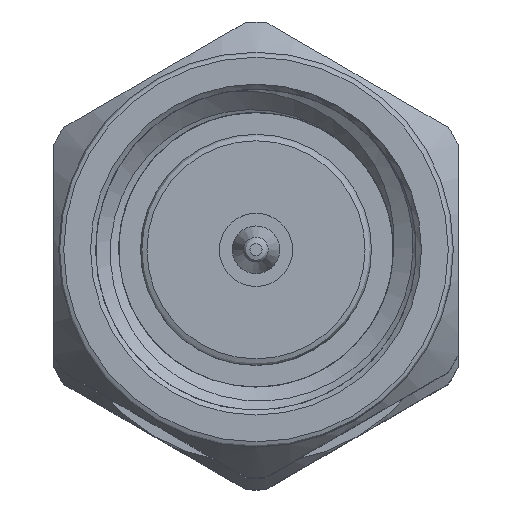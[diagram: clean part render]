
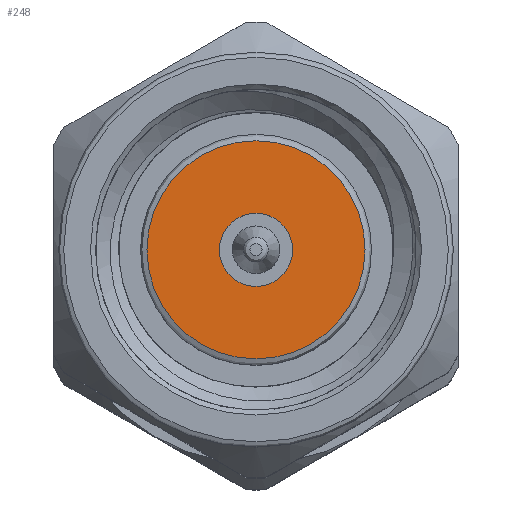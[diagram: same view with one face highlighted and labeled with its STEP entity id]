
A CAD part, top view. The second image highlights one B-rep face of the part: STEP entity #248.
In plain terms, the highlighted face is planar.
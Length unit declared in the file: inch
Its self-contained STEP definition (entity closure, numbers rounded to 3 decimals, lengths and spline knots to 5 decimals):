
#62 = CARTESIAN_POINT ( 'NONE',  ( 0.11, 0.125, 0. ) ) ;
#94 = DIRECTION ( 'NONE',  ( 0., 0., -1. ) ) ;
#146 = AXIS2_PLACEMENT_3D ( 'NONE', #2757, #153, #2078 ) ;
#153 = DIRECTION ( 'NONE',  ( -1., 0., 0. ) ) ;
#248 = ADVANCED_FACE ( 'NONE', ( #697, #2387 ), #2596, .F. ) ;
#469 = DIRECTION ( 'NONE',  ( 1., 0., 0. ) ) ;
#697 = FACE_BOUND ( 'NONE', #1579, .T. ) ;
#833 = EDGE_CURVE ( 'NONE', #1648, #1648, #2293, .T. ) ;
#909 = EDGE_LOOP ( 'NONE', ( #2734 ) ) ;
#986 = ORIENTED_EDGE ( 'NONE', *, *, #833, .F. ) ;
#1129 = AXIS2_PLACEMENT_3D ( 'NONE', #62, #469, #1984 ) ;
#1337 = CIRCLE ( 'NONE', #146, 0.085 ) ;
#1579 = EDGE_LOOP ( 'NONE', ( #986 ) ) ;
#1648 = VERTEX_POINT ( 'NONE', #2386 ) ;
#1654 = AXIS2_PLACEMENT_3D ( 'NONE', #2644, #2614, #94 ) ;
#1730 = CARTESIAN_POINT ( 'NONE',  ( 0.11, 0., -0.085 ) ) ;
#1984 = DIRECTION ( 'NONE',  ( 0., 0., -1. ) ) ;
#2078 = DIRECTION ( 'NONE',  ( 0., 0., -1. ) ) ;
#2293 = CIRCLE ( 'NONE', #1654, 0.0285 ) ;
#2362 = VERTEX_POINT ( 'NONE', #1730 ) ;
#2386 = CARTESIAN_POINT ( 'NONE',  ( 0.11, 0., -0.0285 ) ) ;
#2387 = FACE_OUTER_BOUND ( 'NONE', #909, .T. ) ;
#2596 = PLANE ( 'NONE',  #1129 ) ;
#2614 = DIRECTION ( 'NONE',  ( -1., 0., 0. ) ) ;
#2625 = EDGE_CURVE ( 'NONE', #2362, #2362, #1337, .T. ) ;
#2644 = CARTESIAN_POINT ( 'NONE',  ( 0.11, 0., 0. ) ) ;
#2734 = ORIENTED_EDGE ( 'NONE', *, *, #2625, .T. ) ;
#2757 = CARTESIAN_POINT ( 'NONE',  ( 0.11, 0., 0. ) ) ;
